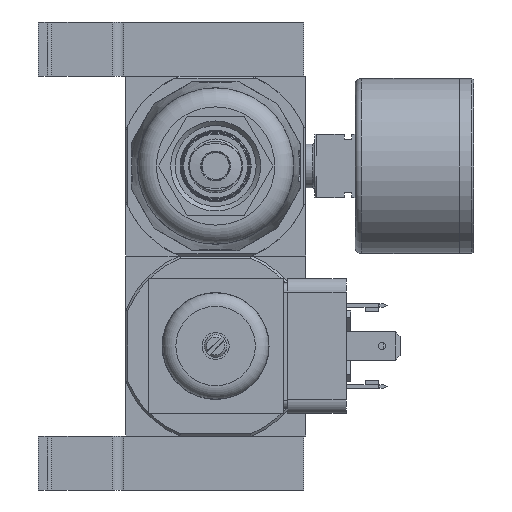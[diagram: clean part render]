
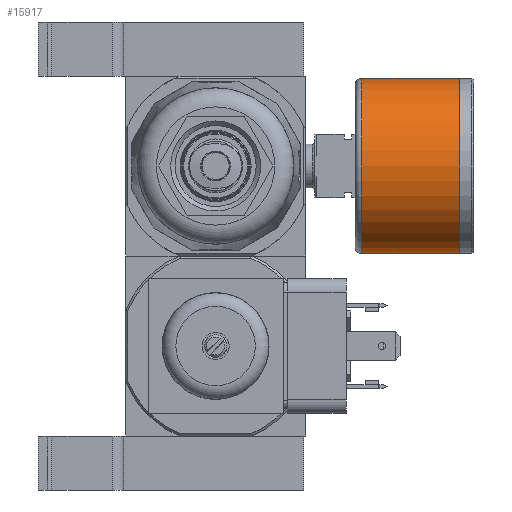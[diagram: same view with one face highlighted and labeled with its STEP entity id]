
A CAD part, front view. The second image highlights one B-rep face of the part: STEP entity #15917.
In plain terms, the highlighted cylindrical face has radius 19.5 mm (diameter 39 mm), a full revolution.
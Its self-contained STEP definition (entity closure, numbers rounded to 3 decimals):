
#573=CYLINDRICAL_SURFACE('',#22033,19.5);
#1236=CIRCLE('',#22032,19.5);
#1237=CIRCLE('',#22034,19.5);
#3891=ORIENTED_EDGE('',*,*,#7172,.F.);
#3892=ORIENTED_EDGE('',*,*,#7173,.T.);
#7172=EDGE_CURVE('',#9033,#9033,#1236,.T.);
#7173=EDGE_CURVE('',#9034,#9034,#1237,.T.);
#9033=VERTEX_POINT('',#30773);
#9034=VERTEX_POINT('',#30776);
#12840=EDGE_LOOP('',(#3891));
#12841=EDGE_LOOP('',(#3892));
#14175=FACE_BOUND('',#12840,.T.);
#14176=FACE_BOUND('',#12841,.T.);
#15917=ADVANCED_FACE('',(#14175,#14176),#573,.T.);
#22032=AXIS2_PLACEMENT_3D('',#30772,#25367,#25368);
#22033=AXIS2_PLACEMENT_3D('',#30774,#25369,#25370);
#22034=AXIS2_PLACEMENT_3D('',#30775,#25371,#25372);
#25367=DIRECTION('',(1.,0.,0.));
#25368=DIRECTION('',(0.,0.,-1.));
#25369=DIRECTION('',(1.,0.,0.));
#25370=DIRECTION('',(0.,0.,-1.));
#25371=DIRECTION('',(1.,0.,0.));
#25372=DIRECTION('',(0.,0.,-1.));
#30772=CARTESIAN_POINT('',(-3.2,0.,0.));
#30773=CARTESIAN_POINT('',(-3.2,0.,-19.5));
#30774=CARTESIAN_POINT('',(0.,0.,0.));
#30775=CARTESIAN_POINT('',(-24.85,0.,0.));
#30776=CARTESIAN_POINT('',(-24.85,0.,-19.5));
